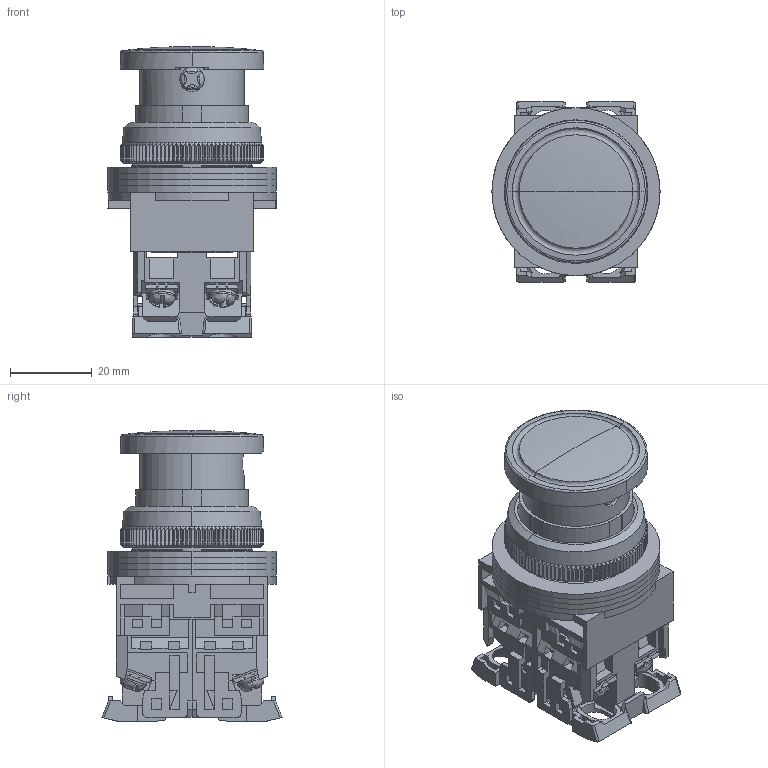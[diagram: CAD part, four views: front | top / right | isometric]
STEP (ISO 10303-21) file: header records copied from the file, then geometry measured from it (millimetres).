
FILE_DESCRIPTION (( 'STEP AP214' ), '1' );
FILE_NAME ('AR30Q2R-01RZC.step', '2018-02-13T18:25:13', ( '' ), ( '' ), 'SwSTEP 2.0', 'SolidWorks 2017', '' );
FILE_SCHEMA (( 'AUTOMOTIVE_DESIGN' ));
Length unit declared in the file: inch
Products named in the file (1): AR30Q2R-01RZC
Bounding box: 41 x 44 x 71 mm (x, y, z)
Volume: 51926 mm3; surface area: 44936.3 mm2
Topology: 25 solids, 25 shells, 1785 faces, 4952 edges, 3202 vertices
Faces by surface type: plane 1232, cylinder 329, cone 190, bspline 34
Entity records: 82728 total; most frequent: CARTESIAN_POINT 14232, ORIENTED_EDGE 9896, DIRECTION 8681, EDGE_CURVE 4948, VECTOR 3351, LINE 3351, VERTEX_POINT 3202, AXIS2_PLACEMENT_3D 2665
